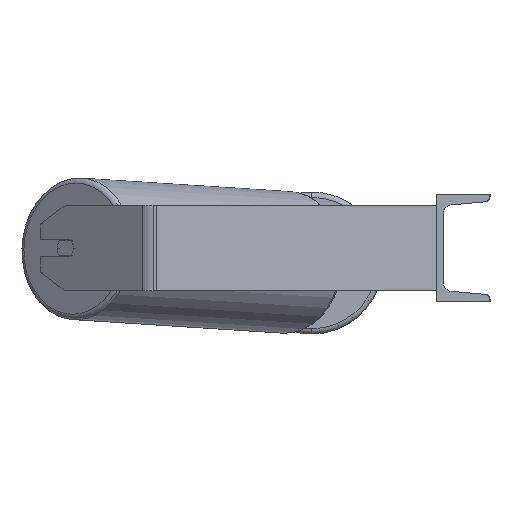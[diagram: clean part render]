
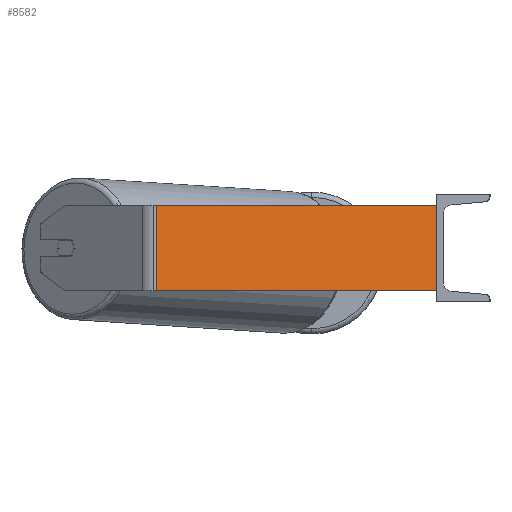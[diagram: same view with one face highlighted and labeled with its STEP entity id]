
A CAD part, left-side view. The second image highlights one B-rep face of the part: STEP entity #8582.
In plain terms, the highlighted planar face has unit normal (-0.985, -0.174, 0).
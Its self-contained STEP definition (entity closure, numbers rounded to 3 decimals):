
#609 = ORIENTED_EDGE ( 'NONE', *, *, #5206, .F. ) ;
#637 = DIRECTION ( 'NONE',  ( 0.985, 0.174, 0. ) ) ;
#707 = VECTOR ( 'NONE', #1629, 1000. ) ;
#746 = CARTESIAN_POINT ( 'NONE',  ( -485., 0., 40. ) ) ;
#842 = LINE ( 'NONE', #5119, #707 ) ;
#1291 = DIRECTION ( 'NONE',  ( 0.174, -0.985, 0. ) ) ;
#1629 = DIRECTION ( 'NONE',  ( 0.174, -0.985, 0. ) ) ;
#1724 = LINE ( 'NONE', #4540, #6283 ) ;
#1989 = LINE ( 'NONE', #7003, #5394 ) ;
#2123 = CARTESIAN_POINT ( 'NONE',  ( -485., 0., -40. ) ) ;
#2264 = CARTESIAN_POINT ( 'NONE',  ( -531.305, 262.609, 40. ) ) ;
#2808 = PLANE ( 'NONE',  #9007 ) ;
#2962 = LINE ( 'NONE', #2264, #6943 ) ;
#3453 = CARTESIAN_POINT ( 'NONE',  ( -532.601, 269.957, 40. ) ) ;
#3543 = EDGE_CURVE ( 'NONE', #7715, #7108, #2962, .T. ) ;
#3858 = DIRECTION ( 'NONE',  ( 0., 0., -1. ) ) ;
#4540 = CARTESIAN_POINT ( 'NONE',  ( -485., 0., 40. ) ) ;
#4818 = DIRECTION ( 'NONE',  ( -0.174, 0.985, 0. ) ) ;
#5077 = CARTESIAN_POINT ( 'NONE',  ( -531.305, 262.609, 40. ) ) ;
#5119 = CARTESIAN_POINT ( 'NONE',  ( -532.601, 269.957, -40. ) ) ;
#5206 = EDGE_CURVE ( 'NONE', #5874, #5848, #1724, .T. ) ;
#5394 = VECTOR ( 'NONE', #1291, 1000. ) ;
#5656 = EDGE_CURVE ( 'NONE', #7108, #5848, #842, .T. ) ;
#5755 = DIRECTION ( 'NONE',  ( 0., 0., -1. ) ) ;
#5847 = ORIENTED_EDGE ( 'NONE', *, *, #6390, .F. ) ;
#5848 = VERTEX_POINT ( 'NONE', #2123 ) ;
#5874 = VERTEX_POINT ( 'NONE', #746 ) ;
#6283 = VECTOR ( 'NONE', #3858, 1000. ) ;
#6390 = EDGE_CURVE ( 'NONE', #7715, #5874, #1989, .T. ) ;
#6818 = ORIENTED_EDGE ( 'NONE', *, *, #3543, .T. ) ;
#6943 = VECTOR ( 'NONE', #5755, 1000. ) ;
#7003 = CARTESIAN_POINT ( 'NONE',  ( -532.601, 269.957, 40. ) ) ;
#7108 = VERTEX_POINT ( 'NONE', #7613 ) ;
#7405 = ORIENTED_EDGE ( 'NONE', *, *, #5656, .T. ) ;
#7613 = CARTESIAN_POINT ( 'NONE',  ( -531.305, 262.609, -40. ) ) ;
#7715 = VERTEX_POINT ( 'NONE', #5077 ) ;
#8582 = ADVANCED_FACE ( 'NONE', ( #9013 ), #2808, .F. ) ;
#8745 = EDGE_LOOP ( 'NONE', ( #7405, #609, #5847, #6818 ) ) ;
#9007 = AXIS2_PLACEMENT_3D ( 'NONE', #3453, #637, #4818 ) ;
#9013 = FACE_OUTER_BOUND ( 'NONE', #8745, .T. ) ;
